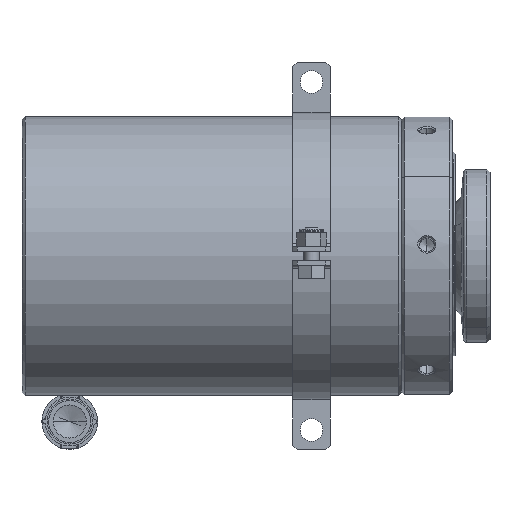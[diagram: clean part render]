
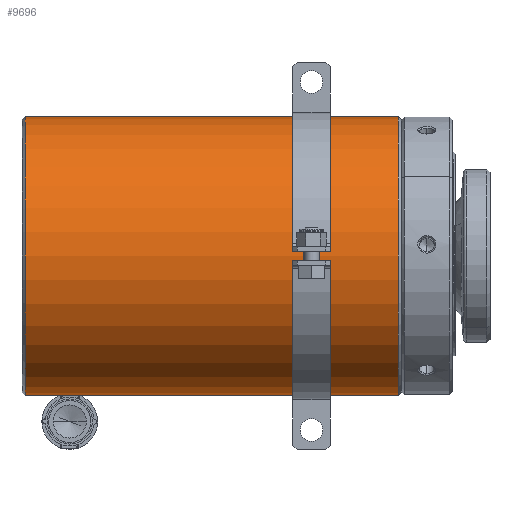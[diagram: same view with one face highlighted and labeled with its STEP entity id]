
A CAD part, front view. The second image highlights one B-rep face of the part: STEP entity #9696.
In plain terms, the highlighted cylindrical face has radius 92.5 mm (diameter 185 mm), a partial arc.
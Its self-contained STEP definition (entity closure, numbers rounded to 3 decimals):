
#67 = CARTESIAN_POINT ( 'NONE',  ( 250., 0., 92.5 ) ) ;
#192 = CARTESIAN_POINT ( 'NONE',  ( -5.103, 0., 92.5 ) ) ;
#1616 = CARTESIAN_POINT ( 'NONE',  ( 2., 0., 0. ) ) ;
#2613 = AXIS2_PLACEMENT_3D ( 'NONE', #1616, #20328, #14580 ) ;
#2885 = LINE ( 'NONE', #19526, #11118 ) ;
#3951 = EDGE_LOOP ( 'NONE', ( #21765, #14186, #16620, #14576 ) ) ;
#7722 = EDGE_CURVE ( 'NONE', #22009, #9023, #2885, .T. ) ;
#8695 = CIRCLE ( 'NONE', #2613, 92.5 ) ;
#8759 = DIRECTION ( 'NONE',  ( 0., 0., 1. ) ) ;
#8777 = LINE ( 'NONE', #192, #16956 ) ;
#9023 = VERTEX_POINT ( 'NONE', #15229 ) ;
#9696 = ADVANCED_FACE ( 'NONE', ( #21088 ), #21767, .T. ) ;
#11118 = VECTOR ( 'NONE', #21276, 1000. ) ;
#11295 = EDGE_CURVE ( 'NONE', #22428, #19921, #8777, .T. ) ;
#11345 = DIRECTION ( 'NONE',  ( -1., 0., 0. ) ) ;
#11419 = EDGE_CURVE ( 'NONE', #9023, #19921, #8695, .T. ) ;
#12810 = DIRECTION ( 'NONE',  ( 0., 0., 1. ) ) ;
#13758 = CIRCLE ( 'NONE', #21386, 92.5 ) ;
#13997 = CARTESIAN_POINT ( 'NONE',  ( 250., 0., 0. ) ) ;
#14186 = ORIENTED_EDGE ( 'NONE', *, *, #20701, .T. ) ;
#14576 = ORIENTED_EDGE ( 'NONE', *, *, #11419, .F. ) ;
#14580 = DIRECTION ( 'NONE',  ( 0., 0., 1. ) ) ;
#14791 = CARTESIAN_POINT ( 'NONE',  ( 2., 0., 92.5 ) ) ;
#15229 = CARTESIAN_POINT ( 'NONE',  ( 2., 0., -92.5 ) ) ;
#15239 = CARTESIAN_POINT ( 'NONE',  ( 250., 0., -92.5 ) ) ;
#16620 = ORIENTED_EDGE ( 'NONE', *, *, #11295, .T. ) ;
#16956 = VECTOR ( 'NONE', #11345, 1000. ) ;
#17390 = DIRECTION ( 'NONE',  ( -1., 0., 0. ) ) ;
#18962 = DIRECTION ( 'NONE',  ( -1., 0., 0. ) ) ;
#18977 = CARTESIAN_POINT ( 'NONE',  ( -5.103, 0., 0. ) ) ;
#19444 = AXIS2_PLACEMENT_3D ( 'NONE', #18977, #17390, #12810 ) ;
#19526 = CARTESIAN_POINT ( 'NONE',  ( -5.103, 0., -92.5 ) ) ;
#19921 = VERTEX_POINT ( 'NONE', #14791 ) ;
#20328 = DIRECTION ( 'NONE',  ( -1., 0., 0. ) ) ;
#20701 = EDGE_CURVE ( 'NONE', #22009, #22428, #13758, .T. ) ;
#21088 = FACE_OUTER_BOUND ( 'NONE', #3951, .T. ) ;
#21276 = DIRECTION ( 'NONE',  ( -1., 0., 0. ) ) ;
#21386 = AXIS2_PLACEMENT_3D ( 'NONE', #13997, #18962, #8759 ) ;
#21765 = ORIENTED_EDGE ( 'NONE', *, *, #7722, .F. ) ;
#21767 = CYLINDRICAL_SURFACE ( 'NONE', #19444, 92.5 ) ;
#22009 = VERTEX_POINT ( 'NONE', #15239 ) ;
#22428 = VERTEX_POINT ( 'NONE', #67 ) ;
